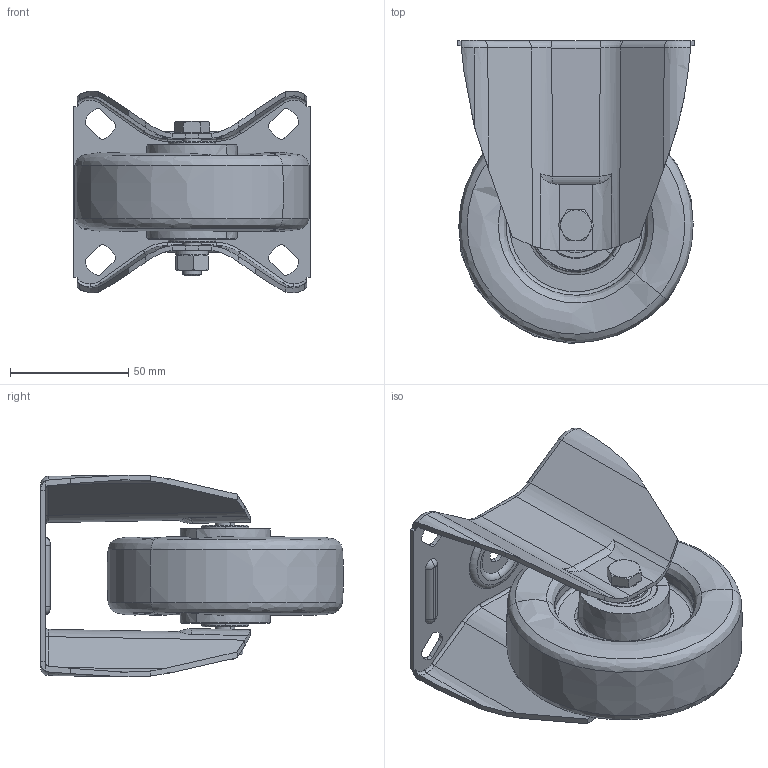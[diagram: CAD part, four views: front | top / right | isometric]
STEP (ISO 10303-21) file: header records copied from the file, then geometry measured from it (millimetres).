
FILE_DESCRIPTION (( 'STEP AP214' ), '1' );
FILE_NAME ('0029926_B-MV-PUZK-100-K.STEP', '2015-10-13T11:24:55', ( '' ), ( '' ), 'SwSTEP 2.0', 'SolidWorks 2014', '' );
FILE_SCHEMA (( 'AUTOMOTIVE_DESIGN' ));
Length unit declared in the file: millimetre
Products named in the file (1): 0029926_B-MV-PUZK-100-K
Bounding box: 100.07 x 127.89 x 85.26 mm (x, y, z)
Volume: 254821.4 mm3; surface area: 119385.3 mm2
Topology: 10 solids, 14 shells, 697 faces, 1754 edges, 1108 vertices
Faces by surface type: plane 183, cylinder 174, bspline 164, cone 104, torus 72
Entity records: 33716 total; most frequent: CARTESIAN_POINT 10416, ORIENTED_EDGE 3508, DIRECTION 3006, EDGE_CURVE 1754, AXIS2_PLACEMENT_3D 1242, VERTEX_POINT 1108, EDGE_LOOP 756, UNCERTAINTY_MEASURE_WITH_UNIT 709
